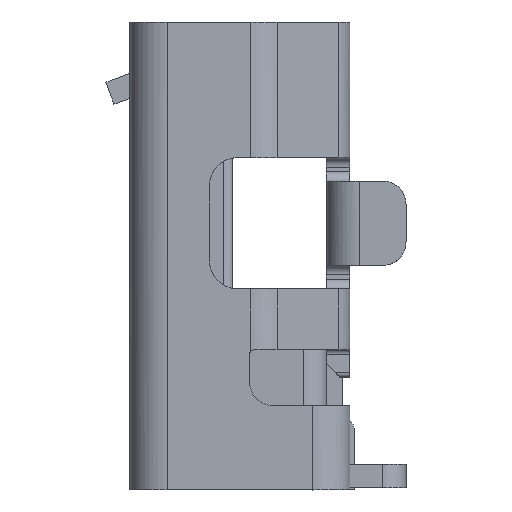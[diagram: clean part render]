
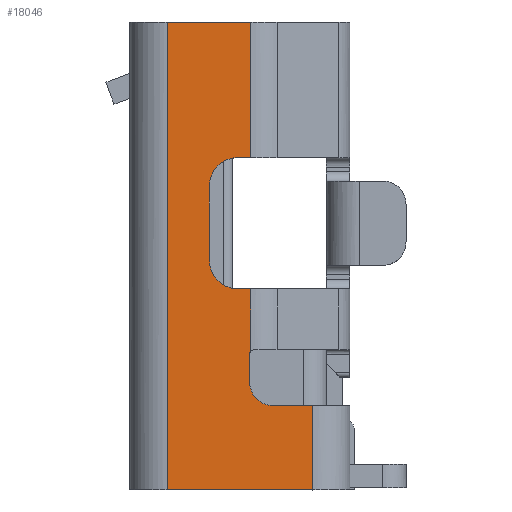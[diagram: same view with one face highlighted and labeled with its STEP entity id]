
A CAD part, left-side view. The second image highlights one B-rep face of the part: STEP entity #18046.
In plain terms, the highlighted planar face has unit normal (-1, 0, 0).
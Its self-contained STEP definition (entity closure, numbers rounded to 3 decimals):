
#59 = EDGE_CURVE ( 'NONE', #15650, #13123, #22297, .T. ) ;
#196 = CARTESIAN_POINT ( 'NONE',  ( -3.7, 1.07, -1.389 ) ) ;
#559 = CARTESIAN_POINT ( 'NONE',  ( -3.7, 0.82, -1.95 ) ) ;
#583 = CARTESIAN_POINT ( 'NONE',  ( -3.7, 1.279, -0.7 ) ) ;
#1068 = DIRECTION ( 'NONE',  ( 0., -1., 0. ) ) ;
#1245 = CARTESIAN_POINT ( 'NONE',  ( -3.7, 0.4, -1.95 ) ) ;
#1284 = PLANE ( 'NONE',  #12931 ) ;
#1296 = DIRECTION ( 'NONE',  ( 0., 0., -1. ) ) ;
#1662 = CARTESIAN_POINT ( 'NONE',  ( -3.7, 1.06, -0.35 ) ) ;
#1999 = CARTESIAN_POINT ( 'NONE',  ( -3.7, 1.07, -1.4 ) ) ;
#2033 = CARTESIAN_POINT ( 'NONE',  ( -3.7, 1.175, -0.35 ) ) ;
#2496 = EDGE_CURVE ( 'NONE', #5931, #19350, #25159, .T. ) ;
#2557 = CARTESIAN_POINT ( 'NONE',  ( -3.7, 1.5, -0.35 ) ) ;
#2646 = EDGE_CURVE ( 'NONE', #15648, #15120, #3444, .T. ) ;
#2868 = LINE ( 'NONE', #10410, #6310 ) ;
#3001 = CARTESIAN_POINT ( 'NONE',  ( -3.7, 1.2, -0.7 ) ) ;
#3078 = VECTOR ( 'NONE', #24504, 1000. ) ;
#3444 = B_SPLINE_CURVE_WITH_KNOTS ( 'NONE', 3,
 ( #6852, #8515, #12599, #6591, #583, #3001 ),
 .UNSPECIFIED., .F., .F.,
 ( 4, 2, 4 ),
 ( 0., 0.5, 1. ),
 .UNSPECIFIED. ) ;
#3562 = DIRECTION ( 'NONE',  ( 0., -1., 0. ) ) ;
#3651 = EDGE_CURVE ( 'NONE', #8332, #3959, #9337, .T. ) ;
#3697 = CARTESIAN_POINT ( 'NONE',  ( -3.7, 1.5, -0.4 ) ) ;
#3817 = CARTESIAN_POINT ( 'NONE',  ( -3.7, 1.175, 2.15 ) ) ;
#3959 = VERTEX_POINT ( 'NONE', #8243 ) ;
#4653 = CARTESIAN_POINT ( 'NONE',  ( -3.7, 1.07, -1.765 ) ) ;
#4655 = VERTEX_POINT ( 'NONE', #7487 ) ;
#4739 = EDGE_CURVE ( 'NONE', #15278, #20552, #18585, .T. ) ;
#4907 = CARTESIAN_POINT ( 'NONE',  ( -3.7, 1.06, -0.35 ) ) ;
#4930 = CARTESIAN_POINT ( 'NONE',  ( -3.7, 1.2, -0.7 ) ) ;
#5029 = CARTESIAN_POINT ( 'NONE',  ( -3.7, 1.175, -0.7 ) ) ;
#5126 = FACE_OUTER_BOUND ( 'NONE', #10133, .T. ) ;
#5472 = CARTESIAN_POINT ( 'NONE',  ( -3.7, 1.175, -1.95 ) ) ;
#5484 = CARTESIAN_POINT ( 'NONE',  ( -3.7, 0.4, -0.35 ) ) ;
#5894 = CARTESIAN_POINT ( 'NONE',  ( -3.7, 1.07, -1.4 ) ) ;
#5931 = VERTEX_POINT ( 'NONE', #24140 ) ;
#6077 = CARTESIAN_POINT ( 'NONE',  ( -3.7, 1.07, -1.7 ) ) ;
#6310 = VECTOR ( 'NONE', #14892, 1000. ) ;
#6583 = ORIENTED_EDGE ( 'NONE', *, *, #2496, .F. ) ;
#6591 = CARTESIAN_POINT ( 'NONE',  ( -3.7, 1.357, -0.668 ) ) ;
#6852 = CARTESIAN_POINT ( 'NONE',  ( -3.7, 1.5, -0.4 ) ) ;
#6892 = ORIENTED_EDGE ( 'NONE', *, *, #11808, .T. ) ;
#6940 = ORIENTED_EDGE ( 'NONE', *, *, #20766, .F. ) ;
#6957 = ORIENTED_EDGE ( 'NONE', *, *, #9438, .F. ) ;
#7062 = LINE ( 'NONE', #4907, #3078 ) ;
#7264 = ORIENTED_EDGE ( 'NONE', *, *, #23963, .F. ) ;
#7357 = ORIENTED_EDGE ( 'NONE', *, *, #2646, .F. ) ;
#7408 = CARTESIAN_POINT ( 'NONE',  ( -3.7, 1.468, 0.557 ) ) ;
#7487 = CARTESIAN_POINT ( 'NONE',  ( -3.7, 1.06, -0.7 ) ) ;
#8243 = CARTESIAN_POINT ( 'NONE',  ( -3.7, 1.06, 2.15 ) ) ;
#8244 = CARTESIAN_POINT ( 'NONE',  ( -3.7, 0.885, -1.95 ) ) ;
#8332 = VERTEX_POINT ( 'NONE', #17970 ) ;
#8369 = CARTESIAN_POINT ( 'NONE',  ( -3.7, 0.95, -1.923 ) ) ;
#8507 = EDGE_CURVE ( 'NONE', #15120, #4655, #24892, .T. ) ;
#8515 = CARTESIAN_POINT ( 'NONE',  ( -3.7, 1.5, -0.479 ) ) ;
#8583 = DIRECTION ( 'NONE',  ( 0., 1., 0. ) ) ;
#8770 = EDGE_CURVE ( 'NONE', #24982, #15648, #14073, .T. ) ;
#8836 = CARTESIAN_POINT ( 'NONE',  ( -3.7, 1.175, -2.85 ) ) ;
#9119 = CARTESIAN_POINT ( 'NONE',  ( -3.7, 1.5, 0.4 ) ) ;
#9149 = VECTOR ( 'NONE', #13538, 1000. ) ;
#9337 = LINE ( 'NONE', #3817, #9149 ) ;
#9438 = EDGE_CURVE ( 'NONE', #20552, #16008, #9687, .T. ) ;
#9684 = DIRECTION ( 'NONE',  ( 0., 1., 0. ) ) ;
#9687 = LINE ( 'NONE', #5472, #17815 ) ;
#9817 = VECTOR ( 'NONE', #11241, 1000. ) ;
#10133 = EDGE_LOOP ( 'NONE', ( #7264, #16741, #7357, #14490, #20649, #14319, #6940, #22011, #6892, #15295, #23659, #6957, #10528, #12324, #6583 ) ) ;
#10410 = CARTESIAN_POINT ( 'NONE',  ( -3.7, 1.95, 2.25 ) ) ;
#10414 = CARTESIAN_POINT ( 'NONE',  ( -3.7, 1.043, -1.83 ) ) ;
#10422 = VECTOR ( 'NONE', #21923, 1000. ) ;
#10528 = ORIENTED_EDGE ( 'NONE', *, *, #4739, .F. ) ;
#10573 = VECTOR ( 'NONE', #1296, 1000. ) ;
#10871 = LINE ( 'NONE', #1662, #9817 ) ;
#11096 = B_SPLINE_CURVE_WITH_KNOTS ( 'NONE', 3,
 ( #21633, #17147, #24966, #7408, #20197, #19699 ),
 .UNSPECIFIED., .F., .F.,
 ( 4, 2, 4 ),
 ( 0., 0.5, 1. ),
 .UNSPECIFIED. ) ;
#11241 = DIRECTION ( 'NONE',  ( 0., 0., -1. ) ) ;
#11705 = CARTESIAN_POINT ( 'NONE',  ( -3.7, 1.2, 0.7 ) ) ;
#11808 = EDGE_CURVE ( 'NONE', #8332, #13123, #2868, .T. ) ;
#11959 = CARTESIAN_POINT ( 'NONE',  ( -3.7, 1.06, -1.37 ) ) ;
#12324 = ORIENTED_EDGE ( 'NONE', *, *, #21550, .F. ) ;
#12599 = CARTESIAN_POINT ( 'NONE',  ( -3.7, 1.468, -0.557 ) ) ;
#12931 = AXIS2_PLACEMENT_3D ( 'NONE', #2033, #13543, #19589 ) ;
#13123 = VERTEX_POINT ( 'NONE', #23847 ) ;
#13277 = CARTESIAN_POINT ( 'NONE',  ( -3.7, 0.4, -2.85 ) ) ;
#13409 = DIRECTION ( 'NONE',  ( 0., 0., -1. ) ) ;
#13538 = DIRECTION ( 'NONE',  ( 0., -1., 0. ) ) ;
#13543 = DIRECTION ( 'NONE',  ( -1., 0., 0. ) ) ;
#14073 = LINE ( 'NONE', #2557, #10422 ) ;
#14319 = ORIENTED_EDGE ( 'NONE', *, *, #21108, .F. ) ;
#14490 = ORIENTED_EDGE ( 'NONE', *, *, #8770, .F. ) ;
#14892 = DIRECTION ( 'NONE',  ( 0., 0., -1. ) ) ;
#14928 = VECTOR ( 'NONE', #1068, 1000. ) ;
#15120 = VERTEX_POINT ( 'NONE', #4930 ) ;
#15278 = VERTEX_POINT ( 'NONE', #16827 ) ;
#15295 = ORIENTED_EDGE ( 'NONE', *, *, #59, .F. ) ;
#15648 = VERTEX_POINT ( 'NONE', #3697 ) ;
#15650 = VERTEX_POINT ( 'NONE', #13277 ) ;
#16008 = VERTEX_POINT ( 'NONE', #1245 ) ;
#16046 = CARTESIAN_POINT ( 'NONE',  ( -3.7, 0.82, -1.95 ) ) ;
#16279 = VECTOR ( 'NONE', #9684, 1000. ) ;
#16741 = ORIENTED_EDGE ( 'NONE', *, *, #8507, .F. ) ;
#16746 = VERTEX_POINT ( 'NONE', #18218 ) ;
#16827 = CARTESIAN_POINT ( 'NONE',  ( -3.7, 1.07, -1.7 ) ) ;
#17042 = VECTOR ( 'NONE', #13409, 1000. ) ;
#17147 = CARTESIAN_POINT ( 'NONE',  ( -3.7, 1.279, 0.7 ) ) ;
#17815 = VECTOR ( 'NONE', #3562, 1000. ) ;
#17970 = CARTESIAN_POINT ( 'NONE',  ( -3.7, 1.95, 2.15 ) ) ;
#18046 = ADVANCED_FACE ( 'NONE', ( #5126 ), #1284, .T. ) ;
#18218 = CARTESIAN_POINT ( 'NONE',  ( -3.7, 1.06, 0.7 ) ) ;
#18525 = EDGE_CURVE ( 'NONE', #16008, #15650, #23299, .T. ) ;
#18585 = B_SPLINE_CURVE_WITH_KNOTS ( 'NONE', 3,
 ( #6077, #4653, #10414, #8369, #8244, #16046 ),
 .UNSPECIFIED., .F., .F.,
 ( 4, 2, 4 ),
 ( 0., 0.5, 1. ),
 .UNSPECIFIED. ) ;
#18980 = CARTESIAN_POINT ( 'NONE',  ( -3.7, 1.07, -0.35 ) ) ;
#19350 = VERTEX_POINT ( 'NONE', #5894 ) ;
#19425 = CARTESIAN_POINT ( 'NONE',  ( -3.7, 1.175, 0.7 ) ) ;
#19589 = DIRECTION ( 'NONE',  ( 0., 0., 1. ) ) ;
#19699 = CARTESIAN_POINT ( 'NONE',  ( -3.7, 1.5, 0.4 ) ) ;
#19760 = EDGE_CURVE ( 'NONE', #21997, #24982, #11096, .T. ) ;
#19794 = CARTESIAN_POINT ( 'NONE',  ( -3.7, 1.066, -1.379 ) ) ;
#20009 = VECTOR ( 'NONE', #8583, 1000. ) ;
#20197 = CARTESIAN_POINT ( 'NONE',  ( -3.7, 1.5, 0.479 ) ) ;
#20552 = VERTEX_POINT ( 'NONE', #559 ) ;
#20649 = ORIENTED_EDGE ( 'NONE', *, *, #19760, .F. ) ;
#20766 = EDGE_CURVE ( 'NONE', #3959, #16746, #7062, .T. ) ;
#21108 = EDGE_CURVE ( 'NONE', #16746, #21997, #23283, .T. ) ;
#21550 = EDGE_CURVE ( 'NONE', #19350, #15278, #24486, .T. ) ;
#21633 = CARTESIAN_POINT ( 'NONE',  ( -3.7, 1.2, 0.7 ) ) ;
#21923 = DIRECTION ( 'NONE',  ( 0., 0., -1. ) ) ;
#21997 = VERTEX_POINT ( 'NONE', #11705 ) ;
#22011 = ORIENTED_EDGE ( 'NONE', *, *, #3651, .F. ) ;
#22297 = LINE ( 'NONE', #8836, #20009 ) ;
#23283 = LINE ( 'NONE', #19425, #16279 ) ;
#23299 = LINE ( 'NONE', #5484, #17042 ) ;
#23659 = ORIENTED_EDGE ( 'NONE', *, *, #18525, .F. ) ;
#23847 = CARTESIAN_POINT ( 'NONE',  ( -3.7, 1.95, -2.85 ) ) ;
#23963 = EDGE_CURVE ( 'NONE', #4655, #5931, #10871, .T. ) ;
#24140 = CARTESIAN_POINT ( 'NONE',  ( -3.7, 1.06, -1.37 ) ) ;
#24486 = LINE ( 'NONE', #18980, #10573 ) ;
#24504 = DIRECTION ( 'NONE',  ( 0., 0., -1. ) ) ;
#24892 = LINE ( 'NONE', #5029, #14928 ) ;
#24966 = CARTESIAN_POINT ( 'NONE',  ( -3.7, 1.357, 0.668 ) ) ;
#24982 = VERTEX_POINT ( 'NONE', #9119 ) ;
#25159 = B_SPLINE_CURVE_WITH_KNOTS ( 'NONE', 3,
 ( #11959, #19794, #196, #1999 ),
 .UNSPECIFIED., .F., .F.,
 ( 4, 4 ),
 ( 0., 1. ),
 .UNSPECIFIED. ) ;
